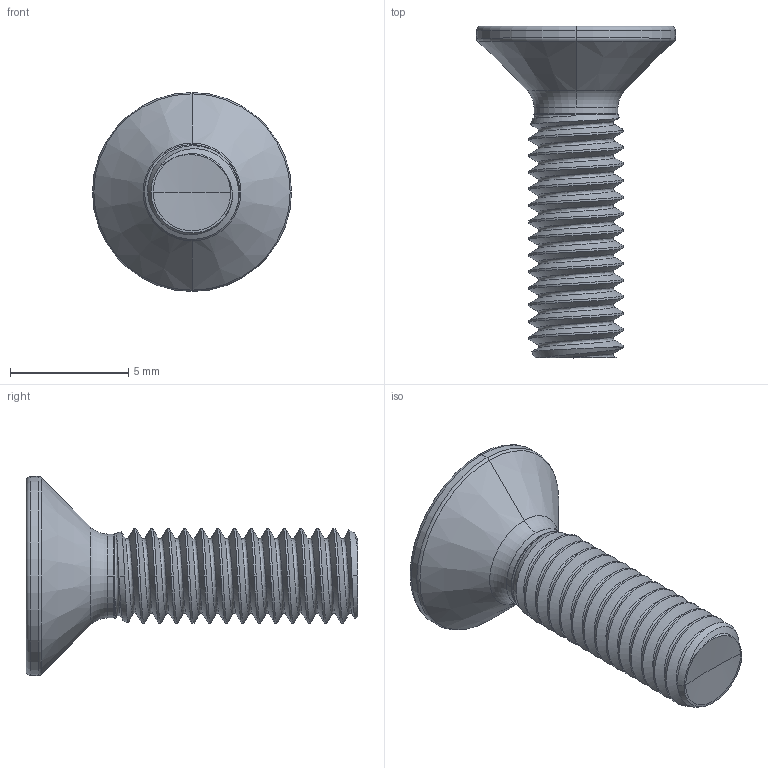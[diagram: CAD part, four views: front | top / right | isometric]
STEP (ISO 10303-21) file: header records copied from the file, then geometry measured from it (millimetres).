
FILE_DESCRIPTION (( 'STEP AP203' ), '1' );
FILE_NAME ('STM410400140.STEP', '2020-12-18T17:13:40', ( '' ), ( '' ), 'SwSTEP 2.0', 'SolidWorks 2015', '' );
FILE_SCHEMA (( 'CONFIG_CONTROL_DESIGN' ));
Length unit declared in the file: millimetre
Products named in the file (2): STM410400140
Bounding box: 8.4 x 14 x 8.4 mm (x, y, z)
Volume: 196.2 mm3; surface area: 360.7 mm2
Topology: 1 solids, 1 shells, 98 faces, 255 edges, 158 vertices
Faces by surface type: cylinder 51, bspline 18, cone 13, torus 12, sphere 2, plane 2
Entity records: 17068 total; most frequent: CARTESIAN_POINT 14873, ORIENTED_EDGE 506, DIRECTION 344, EDGE_CURVE 253, VERTEX_POINT 158, AXIS2_PLACEMENT_3D 141, EDGE_LOOP 99, ADVANCED_FACE 98
